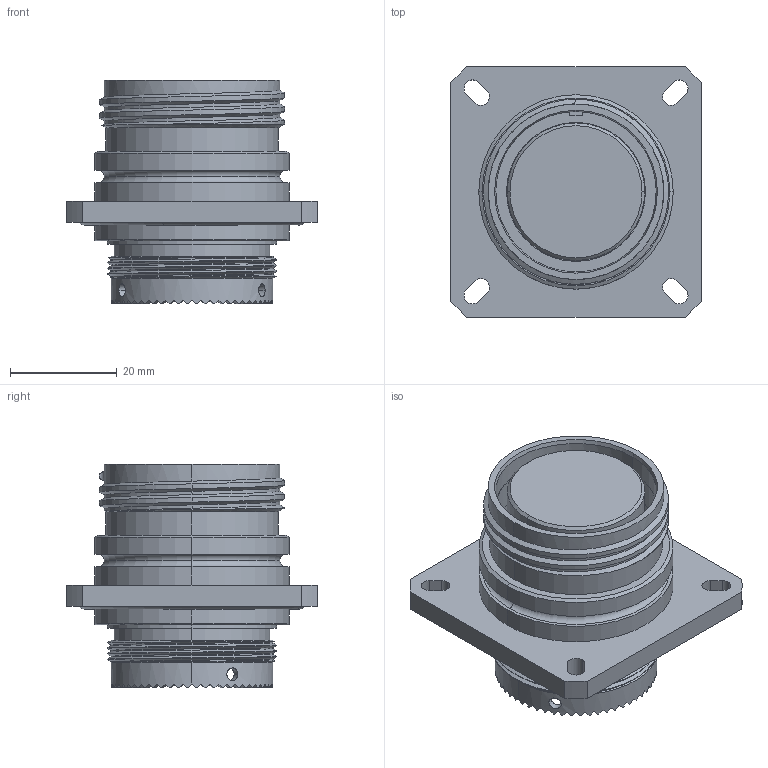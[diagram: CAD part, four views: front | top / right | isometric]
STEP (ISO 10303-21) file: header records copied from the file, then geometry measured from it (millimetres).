
FILE_DESCRIPTION (( 'STEP AP203' ), '1' );
FILE_NAME ('Size 21 Flange.STEP', '2019-03-29T18:06:32', ( '' ), ( '' ), 'SwSTEP 2.0', 'SolidWorks 2019', '' );
FILE_SCHEMA (( 'CONFIG_CONTROL_DESIGN' ));
Length unit declared in the file: inch
Products named in the file (1): Size 21 Flange
Bounding box: 46.86 x 46.86 x 41.91 mm (x, y, z)
Volume: 36070.9 mm3; surface area: 12817.9 mm2
Topology: 1 solids, 1 shells, 359 faces, 1014 edges, 670 vertices
Faces by surface type: plane 254, cylinder 79, cone 14, torus 8, bspline 4
Entity records: 13884 total; most frequent: CARTESIAN_POINT 5032, ORIENTED_EDGE 2028, DIRECTION 1772, EDGE_CURVE 1014, AXIS2_PLACEMENT_3D 706, VERTEX_POINT 670, EDGE_LOOP 386, LINE 360
